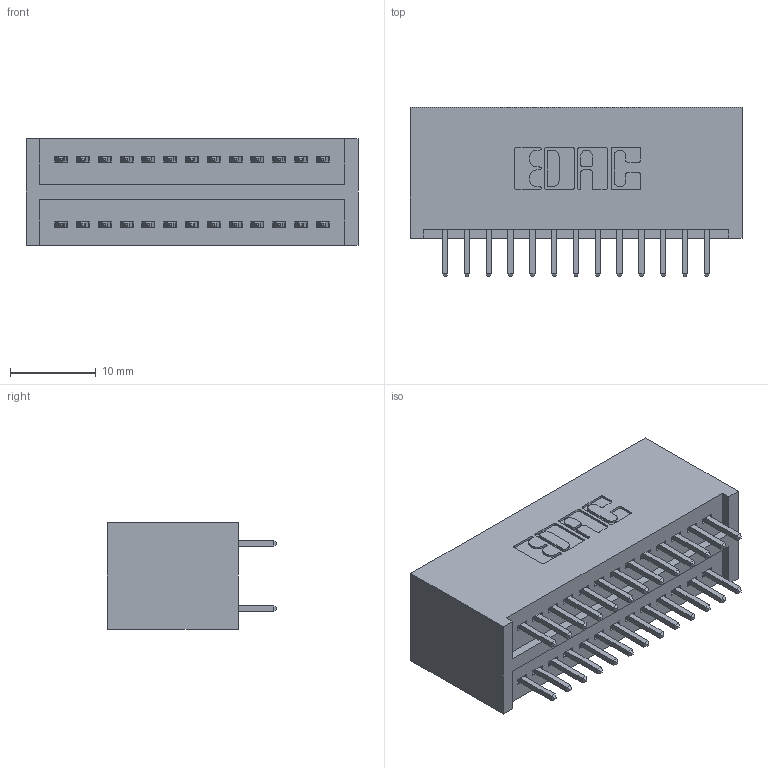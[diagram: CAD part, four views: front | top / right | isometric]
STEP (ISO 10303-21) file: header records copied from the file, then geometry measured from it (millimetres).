
FILE_DESCRIPTION (( 'STEP AP203' ), '1' );
FILE_NAME ('325-026-520-201.STEP', '2020-02-24T18:17:09', ( '' ), ( '' ), 'SwSTEP 2.0', 'SolidWorks 2016', '' );
FILE_SCHEMA (( 'CONFIG_CONTROL_DESIGN' ));
Length unit declared in the file: inch
Products named in the file (3): 325 Part_Lugless; 325-026-520-201; 325-292-001_325-293-120
Assembly tree (27 placements, depth 2):
  325-026-520-201
    325 Part_Lugless
    325-292-001_325-293-120  x26
Bounding box: 38.66 x 19.68 x 12.45 mm (x, y, z)
Volume: 5332.7 mm3; surface area: 6375.3 mm2
Topology: 27 solids, 27 shells, 1458 faces, 4317 edges, 2842 vertices
Faces by surface type: plane 1002, cylinder 456
Entity records: 11855 total; most frequent: CARTESIAN_POINT 1998, ORIENTED_EDGE 1934, DIRECTION 1751, EDGE_CURVE 967, LINE 847, VECTOR 847, VERTEX_POINT 642, AXIS2_PLACEMENT_3D 452
